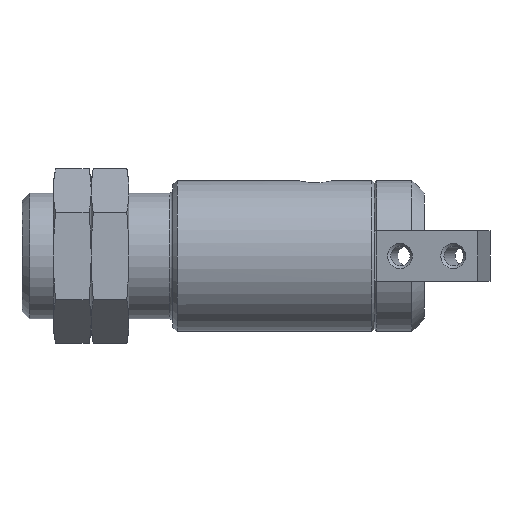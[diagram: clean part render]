
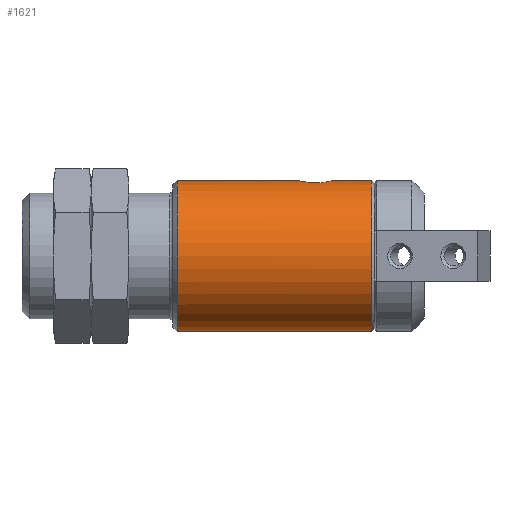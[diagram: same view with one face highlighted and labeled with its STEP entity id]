
A CAD part, left-side view. The second image highlights one B-rep face of the part: STEP entity #1621.
In plain terms, the highlighted cylindrical face has radius 6 mm (diameter 12 mm), a full revolution.
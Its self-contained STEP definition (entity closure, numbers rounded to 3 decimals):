
#126=B_SPLINE_CURVE_WITH_KNOTS('',3,(#2382,#2383,#2384,#2385,#2386,#2387,
#2388,#2389,#2390,#2391,#2392),.UNSPECIFIED.,.T.,.F.,(1,1,1,1,1,1,1,1,1,
1,1,1,1,1,1),(-0.003,-0.002,-0.001,
0.,0.001,0.002,0.003,0.004,
0.006,0.007,0.008,0.009,
0.01,0.011,0.012),.UNSPECIFIED.);
#352=ORIENTED_EDGE('',*,*,#682,.F.);
#353=ORIENTED_EDGE('',*,*,#683,.T.);
#354=ORIENTED_EDGE('',*,*,#681,.T.);
#681=EDGE_CURVE('',#845,#845,#946,.T.);
#682=EDGE_CURVE('',#846,#846,#947,.T.);
#683=EDGE_CURVE('',#847,#847,#126,.T.);
#845=VERTEX_POINT('',#2378);
#846=VERTEX_POINT('',#2381);
#847=VERTEX_POINT('',#2393);
#946=CIRCLE('',#1742,6.);
#947=CIRCLE('',#1744,6.);
#1011=EDGE_LOOP('',(#352));
#1012=EDGE_LOOP('',(#353));
#1013=EDGE_LOOP('',(#354));
#1137=FACE_BOUND('',#1011,.T.);
#1138=FACE_BOUND('',#1012,.T.);
#1139=FACE_BOUND('',#1013,.T.);
#1242=CYLINDRICAL_SURFACE('',#1743,6.);
#1621=ADVANCED_FACE('',(#1137,#1138,#1139),#1242,.T.);
#1742=AXIS2_PLACEMENT_3D('',#2377,#1939,#1940);
#1743=AXIS2_PLACEMENT_3D('',#2379,#1941,#1942);
#1744=AXIS2_PLACEMENT_3D('',#2380,#1943,#1944);
#1939=DIRECTION('',(0.,-1.,0.));
#1940=DIRECTION('',(0.,0.,-1.));
#1941=DIRECTION('',(0.,-1.,0.));
#1942=DIRECTION('',(0.,0.,-1.));
#1943=DIRECTION('',(0.,-1.,0.));
#1944=DIRECTION('',(0.,0.,-1.));
#2377=CARTESIAN_POINT('',(0.,24.667,0.));
#2378=CARTESIAN_POINT('',(0.,24.667,-6.));
#2379=CARTESIAN_POINT('',(0.,5.,0.));
#2380=CARTESIAN_POINT('',(0.,9.2,0.));
#2381=CARTESIAN_POINT('',(0.,9.2,-6.));
#2382=CARTESIAN_POINT('',(1.122,14.79,5.915));
#2383=CARTESIAN_POINT('',(1.588,13.666,5.782));
#2384=CARTESIAN_POINT('',(1.122,12.543,5.915));
#2385=CARTESIAN_POINT('',(0.002,12.078,6.043));
#2386=CARTESIAN_POINT('',(-1.123,12.543,5.914));
#2387=CARTESIAN_POINT('',(-1.588,13.665,5.782));
#2388=CARTESIAN_POINT('',(-1.124,14.788,5.914));
#2389=CARTESIAN_POINT('',(-0.001,15.254,6.043));
#2390=CARTESIAN_POINT('',(1.122,14.79,5.915));
#2391=CARTESIAN_POINT('',(1.588,13.666,5.782));
#2392=CARTESIAN_POINT('',(1.122,12.543,5.915));
#2393=CARTESIAN_POINT('',(1.433,13.666,5.826));
